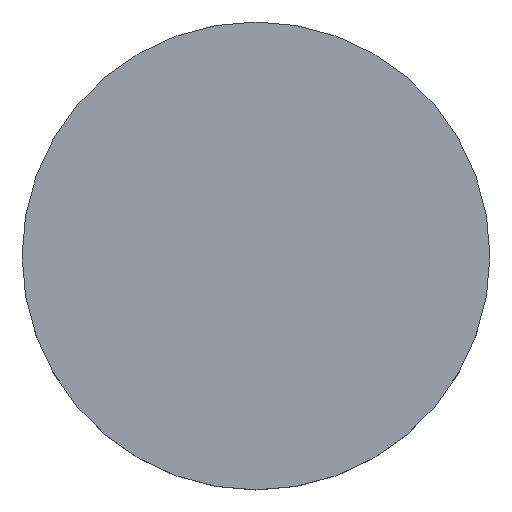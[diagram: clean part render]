
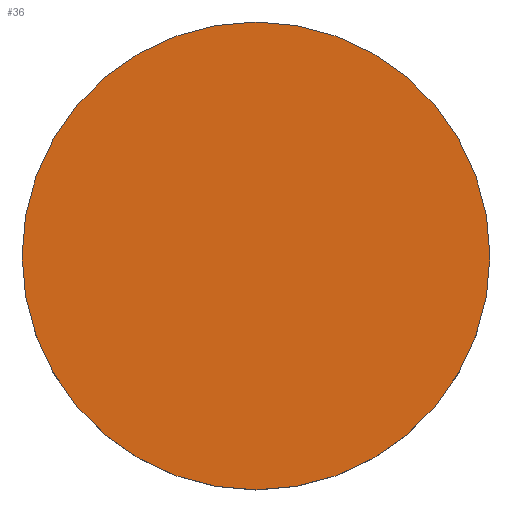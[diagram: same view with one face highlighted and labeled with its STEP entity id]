
A CAD part, top view. The second image highlights one B-rep face of the part: STEP entity #36.
In plain terms, the highlighted planar face has unit normal (0, 0, 1).
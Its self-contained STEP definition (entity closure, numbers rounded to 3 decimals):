
#3 = DIRECTION ( 'NONE',  ( 1., 0., 0. ) ) ;
#8 = CIRCLE ( 'NONE', #18, 12.5 ) ;
#18 = AXIS2_PLACEMENT_3D ( 'NONE', #22, #160, #3 ) ;
#22 = CARTESIAN_POINT ( 'NONE',  ( 0., 0., 4. ) ) ;
#27 = DIRECTION ( 'NONE',  ( 1., 0., 0. ) ) ;
#30 = EDGE_CURVE ( 'NONE', #79, #172, #162, .T. ) ;
#36 = ADVANCED_FACE ( 'NONE', ( #78 ), #58, .T. ) ;
#38 = AXIS2_PLACEMENT_3D ( 'NONE', #143, #60, #27 ) ;
#41 = AXIS2_PLACEMENT_3D ( 'NONE', #105, #158, #103 ) ;
#46 = ORIENTED_EDGE ( 'NONE', *, *, #149, .T. ) ;
#58 = PLANE ( 'NONE',  #41 ) ;
#60 = DIRECTION ( 'NONE',  ( 0., 0., 1. ) ) ;
#71 = CARTESIAN_POINT ( 'NONE',  ( -12.5, 0., 4. ) ) ;
#78 = FACE_OUTER_BOUND ( 'NONE', #128, .T. ) ;
#79 = VERTEX_POINT ( 'NONE', #71 ) ;
#103 = DIRECTION ( 'NONE',  ( 1., 0., 0. ) ) ;
#105 = CARTESIAN_POINT ( 'NONE',  ( 0., 0., 4. ) ) ;
#125 = CARTESIAN_POINT ( 'NONE',  ( 12.5, 0., 4. ) ) ;
#128 = EDGE_LOOP ( 'NONE', ( #131, #46 ) ) ;
#131 = ORIENTED_EDGE ( 'NONE', *, *, #30, .T. ) ;
#143 = CARTESIAN_POINT ( 'NONE',  ( 0., 0., 4. ) ) ;
#149 = EDGE_CURVE ( 'NONE', #172, #79, #8, .T. ) ;
#158 = DIRECTION ( 'NONE',  ( 0., 0., 1. ) ) ;
#160 = DIRECTION ( 'NONE',  ( 0., 0., 1. ) ) ;
#162 = CIRCLE ( 'NONE', #38, 12.5 ) ;
#172 = VERTEX_POINT ( 'NONE', #125 ) ;
